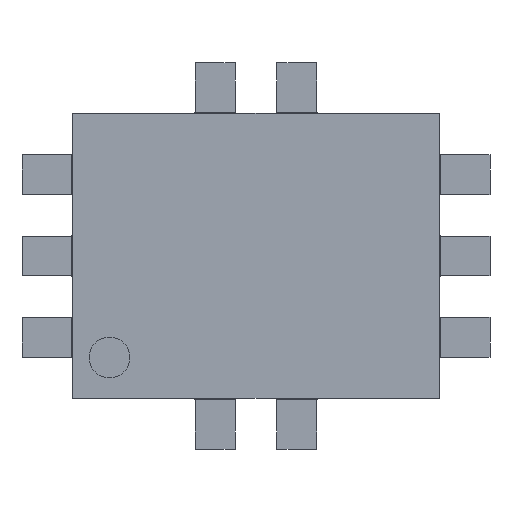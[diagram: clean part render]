
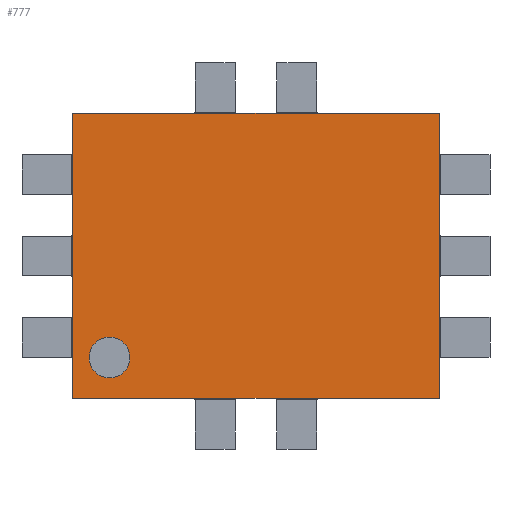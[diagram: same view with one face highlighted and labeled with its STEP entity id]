
A CAD part, top view. The second image highlights one B-rep face of the part: STEP entity #777.
In plain terms, the highlighted planar face has unit normal (0, 0, 1).
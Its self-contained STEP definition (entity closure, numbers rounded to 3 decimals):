
#710=CIRCLE('',#3867,0.1);
#711=CIRCLE('',#3868,0.1);
#714=FACE_BOUND('',#1224,.T.);
#715=FACE_BOUND('',#1225,.T.);
#777=ADVANCED_FACE('',(#714,#715),#927,.T.);
#927=PLANE('',#3869);
#1224=EDGE_LOOP('',(#1736,#1737,#1738,#1739));
#1225=EDGE_LOOP('',(#1740,#1741));
#1736=ORIENTED_EDGE('',*,*,#2809,.T.);
#1737=ORIENTED_EDGE('',*,*,#2804,.F.);
#1738=ORIENTED_EDGE('',*,*,#2824,.F.);
#1739=ORIENTED_EDGE('',*,*,#2493,.T.);
#1740=ORIENTED_EDGE('',*,*,#2825,.F.);
#1741=ORIENTED_EDGE('',*,*,#2826,.F.);
#2199=VERTEX_POINT('',#4714);
#2200=VERTEX_POINT('',#4716);
#2484=VERTEX_POINT('',#5358);
#2485=VERTEX_POINT('',#5360);
#2486=VERTEX_POINT('',#5395);
#2487=VERTEX_POINT('',#5396);
#2493=EDGE_CURVE('',#2200,#2199,#2934,.T.);
#2804=EDGE_CURVE('',#2484,#2485,#3245,.T.);
#2809=EDGE_CURVE('',#2199,#2485,#3250,.T.);
#2824=EDGE_CURVE('',#2200,#2484,#3265,.T.);
#2825=EDGE_CURVE('',#2486,#2487,#710,.T.);
#2826=EDGE_CURVE('',#2487,#2486,#711,.T.);
#2934=LINE('',#4715,#3371);
#3245=LINE('',#5359,#3682);
#3250=LINE('',#5366,#3687);
#3265=LINE('',#5393,#3702);
#3371=VECTOR('',#3965,1.);
#3682=VECTOR('',#4372,1.);
#3687=VECTOR('',#4379,1.);
#3702=VECTOR('',#4418,1.);
#3867=AXIS2_PLACEMENT_3D('',#5394,#4419,#4420);
#3868=AXIS2_PLACEMENT_3D('',#5397,#4421,#4422);
#3869=AXIS2_PLACEMENT_3D('',#5398,#4423,#4424);
#3965=DIRECTION('',(0.,-1.,0.));
#4372=DIRECTION('',(0.,-1.,0.));
#4379=DIRECTION('',(1.,0.,0.));
#4418=DIRECTION('',(1.,0.,0.));
#4419=DIRECTION('',(0.,0.,1.));
#4420=DIRECTION('',(-1.,0.,0.));
#4421=DIRECTION('',(0.,0.,1.));
#4422=DIRECTION('',(1.,0.,0.));
#4423=DIRECTION('',(0.,0.,1.));
#4424=DIRECTION('',(0.,1.,0.));
#4714=CARTESIAN_POINT('',(-0.9,-0.7,0.626));
#4715=CARTESIAN_POINT('',(-0.9,0.7,0.626));
#4716=CARTESIAN_POINT('',(-0.9,0.7,0.626));
#5358=CARTESIAN_POINT('',(0.9,0.7,0.626));
#5359=CARTESIAN_POINT('',(0.9,0.7,0.626));
#5360=CARTESIAN_POINT('',(0.9,-0.7,0.626));
#5366=CARTESIAN_POINT('',(-0.9,-0.7,0.626));
#5393=CARTESIAN_POINT('',(-0.9,0.7,0.626));
#5394=CARTESIAN_POINT('',(-0.72,-0.5,0.626));
#5395=CARTESIAN_POINT('',(-0.82,-0.5,0.626));
#5396=CARTESIAN_POINT('',(-0.62,-0.5,0.626));
#5397=CARTESIAN_POINT('',(-0.72,-0.5,0.626));
#5398=CARTESIAN_POINT('',(-0.9,0.7,0.626));
